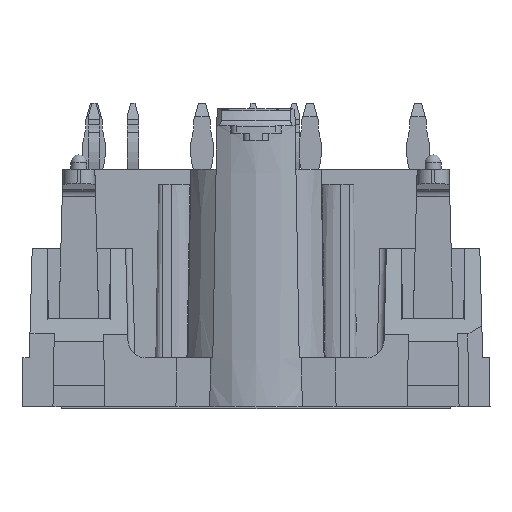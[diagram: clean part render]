
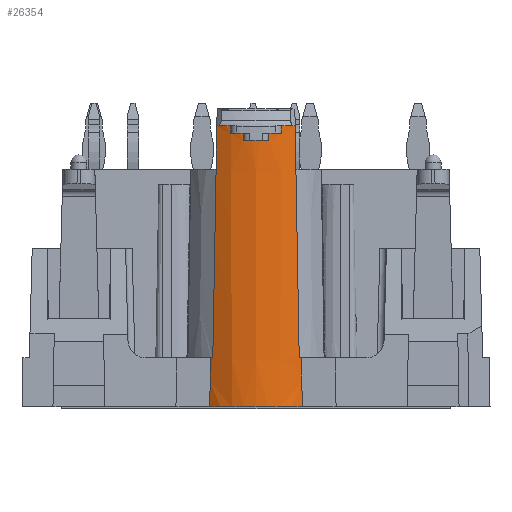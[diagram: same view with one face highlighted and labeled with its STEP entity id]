
A CAD part, left-side view. The second image highlights one B-rep face of the part: STEP entity #26354.
In plain terms, the highlighted conical face has half-angle 0.356 degrees and reference radius 5.5 mm.
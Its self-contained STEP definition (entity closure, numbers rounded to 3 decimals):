
#72=B_SPLINE_CURVE_WITH_KNOTS('',3,(#37057,#37058,#37059,#37060,#37061,
#37062,#37063),.UNSPECIFIED.,.F.,.F.,(4,3,4),(0.002,0.002,
0.002),.UNSPECIFIED.);
#73=B_SPLINE_CURVE_WITH_KNOTS('',3,(#37071,#37072,#37073,#37074,#37075,
#37076,#37077),.UNSPECIFIED.,.F.,.F.,(4,3,4),(0.002,0.002,
0.002),.UNSPECIFIED.);
#74=B_SPLINE_CURVE_WITH_KNOTS('',3,(#37085,#37086,#37087,#37088,#37089,
#37090,#37091),.UNSPECIFIED.,.F.,.F.,(4,3,4),(0.002,0.002,
0.002),.UNSPECIFIED.);
#75=B_SPLINE_CURVE_WITH_KNOTS('',3,(#37099,#37100,#37101,#37102,#37103,
#37104,#37105),.UNSPECIFIED.,.F.,.F.,(4,3,4),(0.002,0.002,
0.002),.UNSPECIFIED.);
#111=CONICAL_SURFACE('',#27779,5.5,0.006);
#286=CIRCLE('',#27497,5.479);
#337=CIRCLE('',#27684,5.5);
#338=CIRCLE('',#27688,5.6);
#339=CIRCLE('',#27691,5.597);
#340=CIRCLE('',#27694,5.594);
#341=CIRCLE('',#27697,5.597);
#342=CIRCLE('',#27700,5.6);
#344=CIRCLE('',#27705,5.5);
#1109=ELLIPSE('',#27686,430.867,7.027);
#1110=ELLIPSE('',#27702,430.867,7.027);
#1132=ELLIPSE('',#27778,255.779,4.172);
#1133=ELLIPSE('',#27780,255.779,4.172);
#3425=ORIENTED_EDGE('',*,*,#7722,.F.);
#3426=ORIENTED_EDGE('',*,*,#8153,.F.);
#3427=ORIENTED_EDGE('',*,*,#8027,.T.);
#3428=ORIENTED_EDGE('',*,*,#8024,.F.);
#3429=ORIENTED_EDGE('',*,*,#8022,.T.);
#3430=ORIENTED_EDGE('',*,*,#8020,.T.);
#3431=ORIENTED_EDGE('',*,*,#8018,.T.);
#3432=ORIENTED_EDGE('',*,*,#8016,.T.);
#3433=ORIENTED_EDGE('',*,*,#8014,.T.);
#3434=ORIENTED_EDGE('',*,*,#8012,.T.);
#3435=ORIENTED_EDGE('',*,*,#8010,.T.);
#3436=ORIENTED_EDGE('',*,*,#8008,.T.);
#3437=ORIENTED_EDGE('',*,*,#8006,.T.);
#3438=ORIENTED_EDGE('',*,*,#8004,.F.);
#3439=ORIENTED_EDGE('',*,*,#8003,.T.);
#3440=ORIENTED_EDGE('',*,*,#8152,.T.);
#7722=EDGE_CURVE('',#10311,#10312,#286,.F.);
#8003=EDGE_CURVE('',#10514,#10515,#337,.T.);
#8004=EDGE_CURVE('',#10514,#10516,#1109,.F.);
#8006=EDGE_CURVE('',#10517,#10516,#338,.T.);
#8008=EDGE_CURVE('',#10518,#10517,#72,.T.);
#8010=EDGE_CURVE('',#10519,#10518,#339,.T.);
#8012=EDGE_CURVE('',#10520,#10519,#73,.T.);
#8014=EDGE_CURVE('',#10521,#10520,#340,.T.);
#8016=EDGE_CURVE('',#10522,#10521,#74,.T.);
#8018=EDGE_CURVE('',#10523,#10522,#341,.T.);
#8020=EDGE_CURVE('',#10524,#10523,#75,.T.);
#8022=EDGE_CURVE('',#10525,#10524,#342,.T.);
#8024=EDGE_CURVE('',#10525,#10526,#1110,.F.);
#8027=EDGE_CURVE('',#10527,#10526,#344,.T.);
#8152=EDGE_CURVE('',#10515,#10312,#1132,.F.);
#8153=EDGE_CURVE('',#10527,#10311,#1133,.T.);
#10311=VERTEX_POINT('',#36308);
#10312=VERTEX_POINT('',#36310);
#10514=VERTEX_POINT('',#37044);
#10515=VERTEX_POINT('',#37046);
#10516=VERTEX_POINT('',#37050);
#10517=VERTEX_POINT('',#37054);
#10518=VERTEX_POINT('',#37064);
#10519=VERTEX_POINT('',#37068);
#10520=VERTEX_POINT('',#37078);
#10521=VERTEX_POINT('',#37082);
#10522=VERTEX_POINT('',#37092);
#10523=VERTEX_POINT('',#37096);
#10524=VERTEX_POINT('',#37106);
#10525=VERTEX_POINT('',#37110);
#10526=VERTEX_POINT('',#37114);
#10527=VERTEX_POINT('',#37121);
#16264=EDGE_LOOP('',(#3425,#3426,#3427,#3428,#3429,#3430,#3431,#3432,#3433,
#3434,#3435,#3436,#3437,#3438,#3439,#3440));
#17374=FACE_BOUND('',#16264,.T.);
#26354=ADVANCED_FACE('',(#17374),#111,.T.);
#27497=AXIS2_PLACEMENT_3D('',#36309,#30362,#30363);
#27684=AXIS2_PLACEMENT_3D('',#37047,#30896,#30897);
#27686=AXIS2_PLACEMENT_3D('',#37049,#30900,#30901);
#27688=AXIS2_PLACEMENT_3D('',#37053,#30905,#30906);
#27691=AXIS2_PLACEMENT_3D('',#37067,#30913,#30914);
#27694=AXIS2_PLACEMENT_3D('',#37081,#30921,#30922);
#27697=AXIS2_PLACEMENT_3D('',#37095,#30929,#30930);
#27700=AXIS2_PLACEMENT_3D('',#37109,#30937,#30938);
#27702=AXIS2_PLACEMENT_3D('',#37113,#30942,#30943);
#27705=AXIS2_PLACEMENT_3D('',#37122,#30948,#30949);
#27778=AXIS2_PLACEMENT_3D('',#37438,#31191,#31192);
#27779=AXIS2_PLACEMENT_3D('',#37439,#31193,#31194);
#27780=AXIS2_PLACEMENT_3D('',#37440,#31195,#31196);
#30362=DIRECTION('',(0.,0.,1.));
#30363=DIRECTION('',(1.,0.,0.));
#30896=DIRECTION('',(0.,0.,-1.));
#30897=DIRECTION('',(-1.,0.,0.));
#30900=DIRECTION('',(0.,-1.,-0.017));
#30901=DIRECTION('',(0.,-0.017,1.));
#30905=DIRECTION('',(0.,0.,-1.));
#30906=DIRECTION('',(-1.,0.,0.));
#30913=DIRECTION('',(0.,0.,-1.));
#30914=DIRECTION('',(-1.,0.,0.));
#30921=DIRECTION('',(0.,0.,-1.));
#30922=DIRECTION('',(-1.,0.,0.));
#30929=DIRECTION('',(0.,0.,-1.));
#30930=DIRECTION('',(-1.,0.,0.));
#30937=DIRECTION('',(0.,0.,-1.));
#30938=DIRECTION('',(-1.,0.,0.));
#30942=DIRECTION('',(0.,1.,-0.017));
#30943=DIRECTION('',(0.,0.017,1.));
#30948=DIRECTION('',(0.,0.,-1.));
#30949=DIRECTION('',(-1.,0.,0.));
#31191=DIRECTION('',(1.,0.,0.017));
#31192=DIRECTION('',(-0.017,0.,1.));
#31193=DIRECTION('',(0.,0.,1.));
#31194=DIRECTION('',(-1.,0.,0.));
#31195=DIRECTION('',(1.,0.,0.017));
#31196=DIRECTION('',(-0.017,0.,1.));
#36308=CARTESIAN_POINT('',(-31.941,-3.209,0.));
#36309=CARTESIAN_POINT('',(-27.5,0.,0.));
#36310=CARTESIAN_POINT('',(-31.941,3.209,0.));
#37044=CARTESIAN_POINT('',(-32.11,3.,3.4));
#37046=CARTESIAN_POINT('',(-32.,3.162,3.4));
#37047=CARTESIAN_POINT('',(-27.5,0.,3.4));
#37049=CARTESIAN_POINT('',(-27.5,-2.676,328.565));
#37050=CARTESIAN_POINT('',(-32.396,2.719,19.5));
#37053=CARTESIAN_POINT('',(-27.5,0.,19.5));
#37054=CARTESIAN_POINT('',(-32.82,1.75,19.5));
#37057=CARTESIAN_POINT('',(-32.816,1.75,19.));
#37058=CARTESIAN_POINT('',(-32.817,1.75,19.05));
#37059=CARTESIAN_POINT('',(-32.817,1.75,19.1));
#37060=CARTESIAN_POINT('',(-32.817,1.75,19.15));
#37061=CARTESIAN_POINT('',(-32.818,1.75,19.267));
#37062=CARTESIAN_POINT('',(-32.819,1.75,19.383));
#37063=CARTESIAN_POINT('',(-32.82,1.75,19.5));
#37064=CARTESIAN_POINT('',(-32.816,1.75,19.));
#37067=CARTESIAN_POINT('',(-27.5,0.,19.));
#37068=CARTESIAN_POINT('',(-33.024,0.9,19.));
#37071=CARTESIAN_POINT('',(-33.021,0.9,18.5));
#37072=CARTESIAN_POINT('',(-33.021,0.9,18.542));
#37073=CARTESIAN_POINT('',(-33.021,0.9,18.583));
#37074=CARTESIAN_POINT('',(-33.022,0.9,18.625));
#37075=CARTESIAN_POINT('',(-33.022,0.9,18.75));
#37076=CARTESIAN_POINT('',(-33.023,0.9,18.875));
#37077=CARTESIAN_POINT('',(-33.024,0.9,19.));
#37078=CARTESIAN_POINT('',(-33.021,0.9,18.5));
#37081=CARTESIAN_POINT('',(-27.5,0.,18.5));
#37082=CARTESIAN_POINT('',(-33.021,-0.9,18.5));
#37085=CARTESIAN_POINT('',(-33.024,-0.9,19.));
#37086=CARTESIAN_POINT('',(-33.023,-0.9,18.875));
#37087=CARTESIAN_POINT('',(-33.022,-0.9,18.75));
#37088=CARTESIAN_POINT('',(-33.022,-0.9,18.625));
#37089=CARTESIAN_POINT('',(-33.021,-0.9,18.583));
#37090=CARTESIAN_POINT('',(-33.021,-0.9,18.542));
#37091=CARTESIAN_POINT('',(-33.021,-0.9,18.5));
#37092=CARTESIAN_POINT('',(-33.024,-0.9,19.));
#37095=CARTESIAN_POINT('',(-27.5,0.,19.));
#37096=CARTESIAN_POINT('',(-32.816,-1.75,19.));
#37099=CARTESIAN_POINT('',(-32.82,-1.75,19.5));
#37100=CARTESIAN_POINT('',(-32.819,-1.75,19.383));
#37101=CARTESIAN_POINT('',(-32.818,-1.75,19.267));
#37102=CARTESIAN_POINT('',(-32.817,-1.75,19.15));
#37103=CARTESIAN_POINT('',(-32.817,-1.75,19.1));
#37104=CARTESIAN_POINT('',(-32.817,-1.75,19.05));
#37105=CARTESIAN_POINT('',(-32.816,-1.75,19.));
#37106=CARTESIAN_POINT('',(-32.82,-1.75,19.5));
#37109=CARTESIAN_POINT('',(-27.5,0.,19.5));
#37110=CARTESIAN_POINT('',(-32.396,-2.719,19.5));
#37113=CARTESIAN_POINT('',(-27.5,2.676,328.565));
#37114=CARTESIAN_POINT('',(-32.11,-3.,3.4));
#37121=CARTESIAN_POINT('',(-32.,-3.162,3.4));
#37122=CARTESIAN_POINT('',(-27.5,0.,3.4));
#37438=CARTESIAN_POINT('',(-29.088,0.,-163.403));
#37439=CARTESIAN_POINT('',(-27.5,0.,3.4));
#37440=CARTESIAN_POINT('',(-29.088,0.,-163.403));
